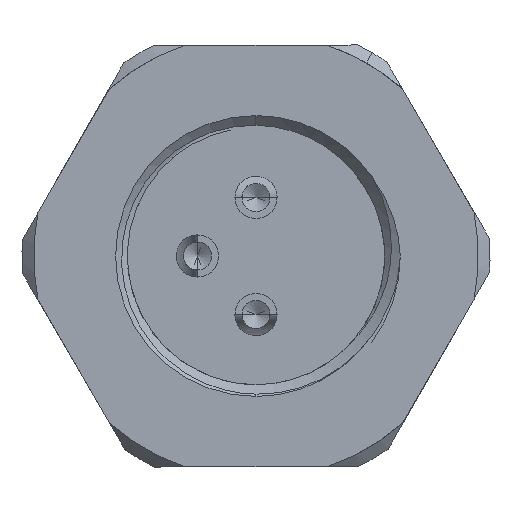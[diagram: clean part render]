
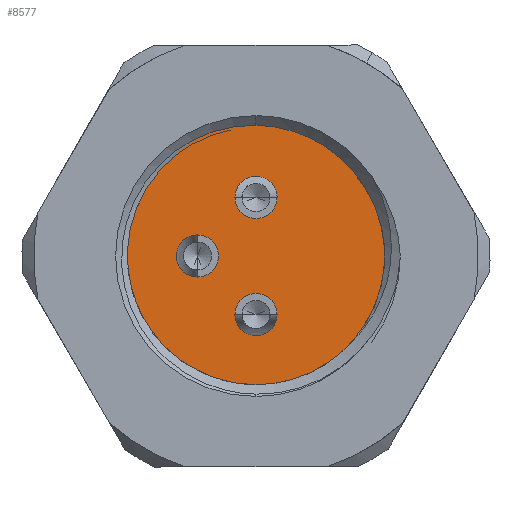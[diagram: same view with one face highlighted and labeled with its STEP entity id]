
A CAD part, left-side view. The second image highlights one B-rep face of the part: STEP entity #8577.
In plain terms, the highlighted planar face has unit normal (-1, 0, 0).
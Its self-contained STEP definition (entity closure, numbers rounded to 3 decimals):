
#47 = DIRECTION ( 'NONE',  ( -1., 0., 0. ) ) ;
#157 = DIRECTION ( 'NONE',  ( 0., -1., 0. ) ) ;
#389 = ORIENTED_EDGE ( 'NONE', *, *, #7255, .F. ) ;
#534 = AXIS2_PLACEMENT_3D ( 'NONE', #8456, #12639, #157 ) ;
#717 = EDGE_CURVE ( 'NONE', #12997, #12513, #10196, .T. ) ;
#799 = FACE_OUTER_BOUND ( 'NONE', #6164, .T. ) ;
#1145 = AXIS2_PLACEMENT_3D ( 'NONE', #13511, #4995, #6081 ) ;
#1154 = AXIS2_PLACEMENT_3D ( 'NONE', #4156, #2293, #3123 ) ;
#1186 = CIRCLE ( 'NONE', #534, 0.9 ) ;
#1316 = DIRECTION ( 'NONE',  ( -1., 0., 0. ) ) ;
#1518 = DIRECTION ( 'NONE',  ( 0., 1., 0. ) ) ;
#1942 = EDGE_LOOP ( 'NONE', ( #2416, #2255 ) ) ;
#1971 = ORIENTED_EDGE ( 'NONE', *, *, #3199, .F. ) ;
#2255 = ORIENTED_EDGE ( 'NONE', *, *, #717, .F. ) ;
#2293 = DIRECTION ( 'NONE',  ( -1., 0., 0. ) ) ;
#2416 = ORIENTED_EDGE ( 'NONE', *, *, #6248, .F. ) ;
#2481 = CIRCLE ( 'NONE', #3800, 0.9 ) ;
#3123 = DIRECTION ( 'NONE',  ( 0., -1., 0. ) ) ;
#3199 = EDGE_CURVE ( 'NONE', #12166, #5587, #11219, .T. ) ;
#3559 = VERTEX_POINT ( 'NONE', #8327 ) ;
#3636 = CARTESIAN_POINT ( 'NONE',  ( -13., 6., 0. ) ) ;
#3741 = VERTEX_POINT ( 'NONE', #9619 ) ;
#3800 = AXIS2_PLACEMENT_3D ( 'NONE', #5411, #4247, #8559 ) ;
#4140 = CARTESIAN_POINT ( 'NONE',  ( -13., 3.4, 0. ) ) ;
#4156 = CARTESIAN_POINT ( 'NONE',  ( -13., 2.5, 0. ) ) ;
#4219 = CARTESIAN_POINT ( 'NONE',  ( -13., -0.9, -2.5 ) ) ;
#4247 = DIRECTION ( 'NONE',  ( -1., 0., 0. ) ) ;
#4254 = CIRCLE ( 'NONE', #11028, 6. ) ;
#4316 = EDGE_CURVE ( 'NONE', #5587, #12166, #2481, .T. ) ;
#4678 = CIRCLE ( 'NONE', #6433, 0.9 ) ;
#4702 = CARTESIAN_POINT ( 'NONE',  ( -13., 0., -2.5 ) ) ;
#4752 = EDGE_CURVE ( 'NONE', #5007, #3559, #4678, .T. ) ;
#4995 = DIRECTION ( 'NONE',  ( -1., 0., 0. ) ) ;
#5007 = VERTEX_POINT ( 'NONE', #4140 ) ;
#5327 = DIRECTION ( 'NONE',  ( 0., 1., 0. ) ) ;
#5411 = CARTESIAN_POINT ( 'NONE',  ( -13., 0., 2.5 ) ) ;
#5587 = VERTEX_POINT ( 'NONE', #8534 ) ;
#5606 = AXIS2_PLACEMENT_3D ( 'NONE', #4702, #7856, #12034 ) ;
#5872 = CARTESIAN_POINT ( 'NONE',  ( -13., 0.9, 2.5 ) ) ;
#6076 = ORIENTED_EDGE ( 'NONE', *, *, #4316, .F. ) ;
#6081 = DIRECTION ( 'NONE',  ( 0., -1., 0. ) ) ;
#6155 = ORIENTED_EDGE ( 'NONE', *, *, #8722, .F. ) ;
#6164 = EDGE_LOOP ( 'NONE', ( #389, #6155 ) ) ;
#6248 = EDGE_CURVE ( 'NONE', #12513, #12997, #1186, .T. ) ;
#6410 = AXIS2_PLACEMENT_3D ( 'NONE', #7642, #1316, #6485 ) ;
#6433 = AXIS2_PLACEMENT_3D ( 'NONE', #9306, #47, #11619 ) ;
#6485 = DIRECTION ( 'NONE',  ( 0., -1., 0. ) ) ;
#6497 = EDGE_LOOP ( 'NONE', ( #6076, #1971 ) ) ;
#6626 = VERTEX_POINT ( 'NONE', #3636 ) ;
#6815 = ORIENTED_EDGE ( 'NONE', *, *, #8768, .F. ) ;
#7118 = FACE_BOUND ( 'NONE', #12344, .T. ) ;
#7255 = EDGE_CURVE ( 'NONE', #6626, #3741, #4254, .T. ) ;
#7642 = CARTESIAN_POINT ( 'NONE',  ( -13., 0., 2.5 ) ) ;
#7856 = DIRECTION ( 'NONE',  ( -1., 0., 0. ) ) ;
#8286 = FACE_BOUND ( 'NONE', #6497, .T. ) ;
#8327 = CARTESIAN_POINT ( 'NONE',  ( -13., 1.6, 0. ) ) ;
#8456 = CARTESIAN_POINT ( 'NONE',  ( -13., 0., -2.5 ) ) ;
#8534 = CARTESIAN_POINT ( 'NONE',  ( -13., -0.9, 2.5 ) ) ;
#8559 = DIRECTION ( 'NONE',  ( 0., -1., 0. ) ) ;
#8577 = ADVANCED_FACE ( 'NONE', ( #11150, #7118, #8286, #799 ), #12402, .T. ) ;
#8722 = EDGE_CURVE ( 'NONE', #3741, #6626, #10993, .T. ) ;
#8768 = EDGE_CURVE ( 'NONE', #3559, #5007, #12558, .T. ) ;
#9306 = CARTESIAN_POINT ( 'NONE',  ( -13., 2.5, 0. ) ) ;
#9372 = DIRECTION ( 'NONE',  ( 1., 0., 0. ) ) ;
#9619 = CARTESIAN_POINT ( 'NONE',  ( -13., -6., 0. ) ) ;
#9686 = DIRECTION ( 'NONE',  ( 1., 0., 0. ) ) ;
#9886 = CARTESIAN_POINT ( 'NONE',  ( -13., 0., 0. ) ) ;
#9973 = ORIENTED_EDGE ( 'NONE', *, *, #4752, .F. ) ;
#10196 = CIRCLE ( 'NONE', #5606, 0.9 ) ;
#10993 = CIRCLE ( 'NONE', #12763, 6. ) ;
#11028 = AXIS2_PLACEMENT_3D ( 'NONE', #9886, #9686, #1518 ) ;
#11150 = FACE_BOUND ( 'NONE', #1942, .T. ) ;
#11219 = CIRCLE ( 'NONE', #6410, 0.9 ) ;
#11556 = CARTESIAN_POINT ( 'NONE',  ( -13., 0., 0. ) ) ;
#11619 = DIRECTION ( 'NONE',  ( 0., -1., 0. ) ) ;
#12034 = DIRECTION ( 'NONE',  ( 0., -1., 0. ) ) ;
#12166 = VERTEX_POINT ( 'NONE', #5872 ) ;
#12344 = EDGE_LOOP ( 'NONE', ( #6815, #9973 ) ) ;
#12402 = PLANE ( 'NONE',  #1145 ) ;
#12513 = VERTEX_POINT ( 'NONE', #4219 ) ;
#12558 = CIRCLE ( 'NONE', #1154, 0.9 ) ;
#12639 = DIRECTION ( 'NONE',  ( -1., 0., 0. ) ) ;
#12763 = AXIS2_PLACEMENT_3D ( 'NONE', #11556, #9372, #5327 ) ;
#12770 = CARTESIAN_POINT ( 'NONE',  ( -13., 0.9, -2.5 ) ) ;
#12997 = VERTEX_POINT ( 'NONE', #12770 ) ;
#13511 = CARTESIAN_POINT ( 'NONE',  ( -13., 0., 0. ) ) ;
